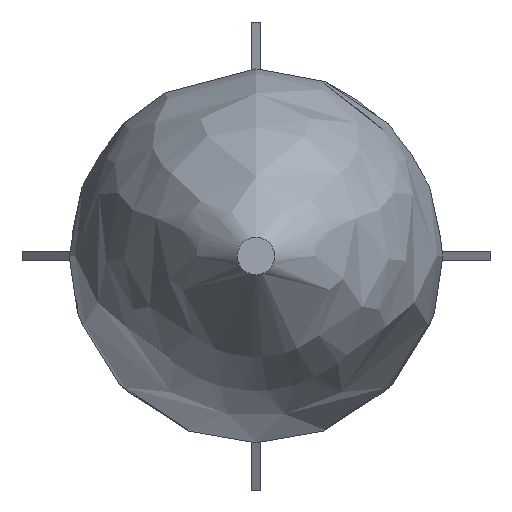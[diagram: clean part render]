
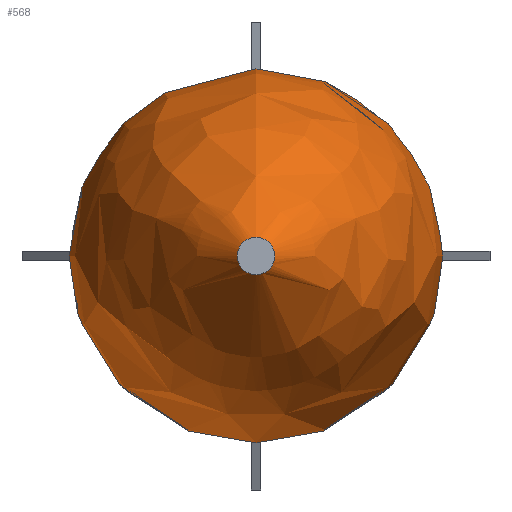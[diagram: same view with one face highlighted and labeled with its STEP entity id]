
A CAD part, left-side view. The second image highlights one B-rep face of the part: STEP entity #568.
In plain terms, the highlighted free-form (B-spline) face has degree [2, 2] with [3, 9] control points.
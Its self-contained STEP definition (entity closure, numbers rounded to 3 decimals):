
#18=(
BOUNDED_SURFACE()
B_SPLINE_SURFACE(2,2,((#851,#852,#853,#854,#855,#856,#857,#858,#859),(#860,
#861,#862,#863,#864,#865,#866,#867,#868),(#869,#870,#871,#872,#873,#874,
#875,#876,#877)),.UNSPECIFIED.,.F.,.T.,.F.)
B_SPLINE_SURFACE_WITH_KNOTS((3,3),(3,2,2,2,3),(-0.809,0.709),
(-3.142,-1.571,0.,1.571,3.142),
 .UNSPECIFIED.)
GEOMETRIC_REPRESENTATION_ITEM()
RATIONAL_B_SPLINE_SURFACE(((1.,0.707,1.,0.707,1.,
0.707,1.,0.707,1.),(0.725,0.513,
0.725,0.513,0.725,0.513,
0.725,0.513,0.725),(1.,0.707,
1.,0.707,1.,0.707,1.,0.707,1.)))
REPRESENTATION_ITEM('')
SURFACE()
);
#51=FACE_OUTER_BOUND('',#86,.T.);
#86=EDGE_LOOP('',(#403,#404,#405,#406,#407,#408));
#115=CIRCLE('',#616,6.);
#116=CIRCLE('',#617,6.);
#119=CIRCLE('',#621,6.);
#120=CIRCLE('',#624,2.);
#121=CIRCLE('',#625,58.181);
#253=VERTEX_POINT('',#825);
#254=VERTEX_POINT('',#827);
#255=VERTEX_POINT('',#829);
#263=VERTEX_POINT('',#849);
#307=EDGE_CURVE('',#253,#254,#115,.T.);
#308=EDGE_CURVE('',#254,#255,#116,.T.);
#316=EDGE_CURVE('',#255,#253,#119,.T.);
#317=EDGE_CURVE('',#263,#263,#120,.T.);
#318=EDGE_CURVE('',#263,#254,#121,.T.);
#403=ORIENTED_EDGE('',*,*,#317,.T.);
#404=ORIENTED_EDGE('',*,*,#318,.T.);
#405=ORIENTED_EDGE('',*,*,#307,.F.);
#406=ORIENTED_EDGE('',*,*,#316,.F.);
#407=ORIENTED_EDGE('',*,*,#308,.F.);
#408=ORIENTED_EDGE('',*,*,#318,.F.);
#568=ADVANCED_FACE('',(#51),#18,.F.);
#616=AXIS2_PLACEMENT_3D('',#828,#669,#670);
#617=AXIS2_PLACEMENT_3D('',#830,#671,#672);
#621=AXIS2_PLACEMENT_3D('',#846,#684,#685);
#624=AXIS2_PLACEMENT_3D('',#850,#690,#691);
#625=AXIS2_PLACEMENT_3D('',#878,#692,#693);
#669=DIRECTION('center_axis',(1.,0.,0.));
#670=DIRECTION('ref_axis',(0.,1.,0.));
#671=DIRECTION('center_axis',(1.,0.,0.));
#672=DIRECTION('ref_axis',(0.,1.,0.));
#684=DIRECTION('center_axis',(1.,0.,0.));
#685=DIRECTION('ref_axis',(0.,1.,0.));
#690=DIRECTION('center_axis',(1.,0.,0.));
#691=DIRECTION('ref_axis',(0.,0.,-1.));
#692=DIRECTION('center_axis',(0.,1.,0.));
#693=DIRECTION('ref_axis',(0.,0.,1.));
#825=CARTESIAN_POINT('',(0.,6.,0.));
#827=CARTESIAN_POINT('',(0.,0.,6.));
#828=CARTESIAN_POINT('Origin',(0.,0.,0.));
#829=CARTESIAN_POINT('',(0.,0.,-6.));
#830=CARTESIAN_POINT('Origin',(0.,0.,0.));
#846=CARTESIAN_POINT('Origin',(0.,0.,0.));
#849=CARTESIAN_POINT('',(-80.,0.,2.));
#850=CARTESIAN_POINT('Origin',(-80.,0.,0.));
#851=CARTESIAN_POINT('Ctrl Pts',(-80.,0.,
2.));
#852=CARTESIAN_POINT('Ctrl Pts',(-80.,-2.,2.));
#853=CARTESIAN_POINT('Ctrl Pts',(-80.,-2.,0.));
#854=CARTESIAN_POINT('Ctrl Pts',(-80.,-2.,-2.));
#855=CARTESIAN_POINT('Ctrl Pts',(-80.,0.,
-2.));
#856=CARTESIAN_POINT('Ctrl Pts',(-80.,2.,-2.));
#857=CARTESIAN_POINT('Ctrl Pts',(-80.,2.,0.));
#858=CARTESIAN_POINT('Ctrl Pts',(-80.,2.,2.));
#859=CARTESIAN_POINT('Ctrl Pts',(-80.,0.,
2.));
#860=CARTESIAN_POINT('Ctrl Pts',(-41.898,0.,
41.961));
#861=CARTESIAN_POINT('Ctrl Pts',(-41.898,-41.961,41.961));
#862=CARTESIAN_POINT('Ctrl Pts',(-41.898,-41.961,0.));
#863=CARTESIAN_POINT('Ctrl Pts',(-41.898,-41.961,-41.961));
#864=CARTESIAN_POINT('Ctrl Pts',(-41.898,0.,
-41.961));
#865=CARTESIAN_POINT('Ctrl Pts',(-41.898,41.961,-41.961));
#866=CARTESIAN_POINT('Ctrl Pts',(-41.898,41.961,0.));
#867=CARTESIAN_POINT('Ctrl Pts',(-41.898,41.961,41.961));
#868=CARTESIAN_POINT('Ctrl Pts',(-41.898,0.,
41.961));
#869=CARTESIAN_POINT('Ctrl Pts',(0.,0.,
6.));
#870=CARTESIAN_POINT('Ctrl Pts',(0.,-6.,
6.));
#871=CARTESIAN_POINT('Ctrl Pts',(0.,-6.,
0.));
#872=CARTESIAN_POINT('Ctrl Pts',(0.,-6.,
-6.));
#873=CARTESIAN_POINT('Ctrl Pts',(0.,0.,
-6.));
#874=CARTESIAN_POINT('Ctrl Pts',(0.,6.,
-6.));
#875=CARTESIAN_POINT('Ctrl Pts',(0.,6.,
0.));
#876=CARTESIAN_POINT('Ctrl Pts',(0.,6.,
6.));
#877=CARTESIAN_POINT('Ctrl Pts',(0.,0.,
6.));
#878=CARTESIAN_POINT('Origin',(-37.893,0.,-38.149));
